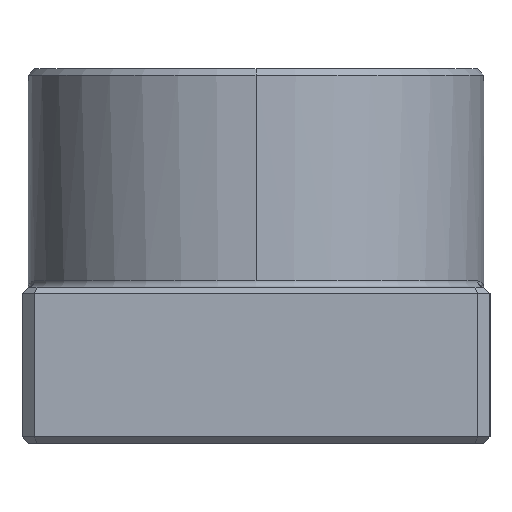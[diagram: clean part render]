
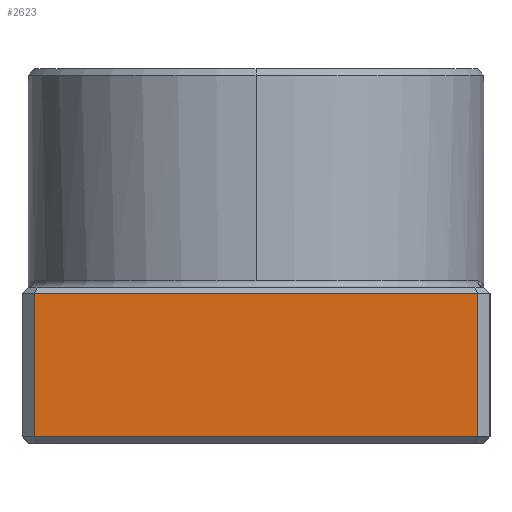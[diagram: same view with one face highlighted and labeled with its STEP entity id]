
A CAD part, left-side view. The second image highlights one B-rep face of the part: STEP entity #2623.
In plain terms, the highlighted planar face has unit normal (-1, 0, 0).
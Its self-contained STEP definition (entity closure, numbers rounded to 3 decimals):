
#136 = DIRECTION ( 'NONE',  ( 0., 0., -1. ) ) ;
#199 = ORIENTED_EDGE ( 'NONE', *, *, #3128, .T. ) ;
#560 = VERTEX_POINT ( 'NONE', #2290 ) ;
#566 = DIRECTION ( 'NONE',  ( 1., 0., 0. ) ) ;
#673 = LINE ( 'NONE', #3382, #3197 ) ;
#851 = ORIENTED_EDGE ( 'NONE', *, *, #3151, .T. ) ;
#961 = LINE ( 'NONE', #1240, #2388 ) ;
#1057 = CARTESIAN_POINT ( 'NONE',  ( -65., 35.5, 25. ) ) ;
#1129 = VECTOR ( 'NONE', #1470, 1000. ) ;
#1240 = CARTESIAN_POINT ( 'NONE',  ( -65., 35.5, 24. ) ) ;
#1470 = DIRECTION ( 'NONE',  ( 0., -1., 0. ) ) ;
#1622 = DIRECTION ( 'NONE',  ( 0., 0., -1. ) ) ;
#1820 = LINE ( 'NONE', #3106, #1129 ) ;
#1890 = CARTESIAN_POINT ( 'NONE',  ( -65., -35.5, 24. ) ) ;
#1999 = DIRECTION ( 'NONE',  ( 0., 0., -1. ) ) ;
#2174 = VERTEX_POINT ( 'NONE', #2685 ) ;
#2251 = CARTESIAN_POINT ( 'NONE',  ( -65., 35.5, 24. ) ) ;
#2272 = VERTEX_POINT ( 'NONE', #1890 ) ;
#2290 = CARTESIAN_POINT ( 'NONE',  ( -65., -35.5, 1. ) ) ;
#2388 = VECTOR ( 'NONE', #3125, 1000. ) ;
#2450 = EDGE_LOOP ( 'NONE', ( #3332, #199, #3003, #851 ) ) ;
#2556 = VECTOR ( 'NONE', #1999, 1000. ) ;
#2623 = ADVANCED_FACE ( 'NONE', ( #3291 ), #3267, .F. ) ;
#2685 = CARTESIAN_POINT ( 'NONE',  ( -65., 35.5, 1. ) ) ;
#2984 = CARTESIAN_POINT ( 'NONE',  ( -65., 35.5, 25. ) ) ;
#3003 = ORIENTED_EDGE ( 'NONE', *, *, #3133, .F. ) ;
#3033 = AXIS2_PLACEMENT_3D ( 'NONE', #2984, #566, #1622 ) ;
#3080 = VERTEX_POINT ( 'NONE', #2251 ) ;
#3106 = CARTESIAN_POINT ( 'NONE',  ( -65., 35.5, 1. ) ) ;
#3108 = EDGE_CURVE ( 'NONE', #3080, #2174, #3288, .T. ) ;
#3125 = DIRECTION ( 'NONE',  ( 0., 1., 0. ) ) ;
#3128 = EDGE_CURVE ( 'NONE', #2174, #560, #1820, .T. ) ;
#3133 = EDGE_CURVE ( 'NONE', #2272, #560, #673, .T. ) ;
#3151 = EDGE_CURVE ( 'NONE', #2272, #3080, #961, .T. ) ;
#3197 = VECTOR ( 'NONE', #136, 1000. ) ;
#3267 = PLANE ( 'NONE',  #3033 ) ;
#3288 = LINE ( 'NONE', #1057, #2556 ) ;
#3291 = FACE_OUTER_BOUND ( 'NONE', #2450, .T. ) ;
#3332 = ORIENTED_EDGE ( 'NONE', *, *, #3108, .T. ) ;
#3382 = CARTESIAN_POINT ( 'NONE',  ( -65., -35.5, 25. ) ) ;
